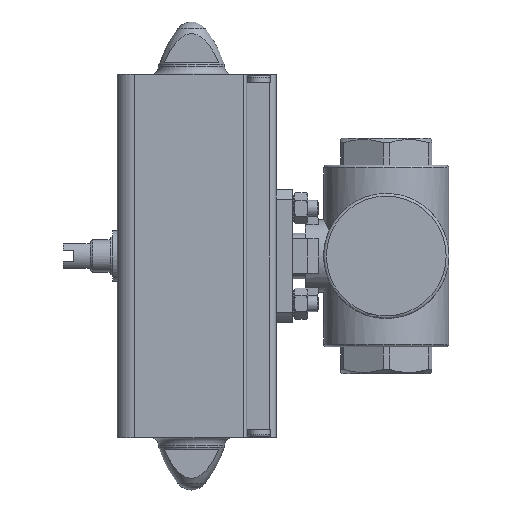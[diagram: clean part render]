
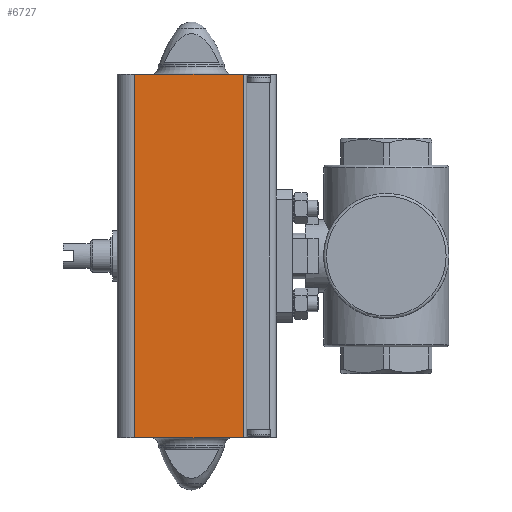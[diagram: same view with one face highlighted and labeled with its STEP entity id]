
A CAD part, left-side view. The second image highlights one B-rep face of the part: STEP entity #6727.
In plain terms, the highlighted planar face has unit normal (-1, 0, 0).
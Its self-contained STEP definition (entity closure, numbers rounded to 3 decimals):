
#219=PLANE('',#7378);
#608=LINE('',#11048,#1128);
#609=LINE('',#11051,#1129);
#610=LINE('',#11053,#1130);
#611=LINE('',#11055,#1131);
#1128=VECTOR('',#8708,1000.);
#1129=VECTOR('',#8709,1000.);
#1130=VECTOR('',#8710,1000.);
#1131=VECTOR('',#8711,1000.);
#2636=ORIENTED_EDGE('',*,*,#4105,.T.);
#2637=ORIENTED_EDGE('',*,*,#4106,.F.);
#2638=ORIENTED_EDGE('',*,*,#4107,.F.);
#2639=ORIENTED_EDGE('',*,*,#4108,.T.);
#4105=EDGE_CURVE('',#4898,#4899,#608,.T.);
#4106=EDGE_CURVE('',#4900,#4899,#609,.T.);
#4107=EDGE_CURVE('',#4901,#4900,#610,.T.);
#4108=EDGE_CURVE('',#4901,#4898,#611,.T.);
#4898=VERTEX_POINT('',#11049);
#4899=VERTEX_POINT('',#11050);
#4900=VERTEX_POINT('',#11052);
#4901=VERTEX_POINT('',#11054);
#5504=EDGE_LOOP('',(#2636,#2637,#2638,#2639));
#6099=FACE_BOUND('',#5504,.T.);
#6727=ADVANCED_FACE('',(#6099),#219,.F.);
#7378=AXIS2_PLACEMENT_3D('',#11047,#8706,#8707);
#8706=DIRECTION('',(1.,0.,0.));
#8707=DIRECTION('',(0.,0.,-1.));
#8708=DIRECTION('',(0.,-1.,0.));
#8709=DIRECTION('',(0.,0.,-1.));
#8710=DIRECTION('',(0.,-1.,0.));
#8711=DIRECTION('',(0.,0.,-1.));
#11047=CARTESIAN_POINT('',(-27.7,21.2,67.5));
#11048=CARTESIAN_POINT('',(-27.7,21.2,-67.5));
#11049=CARTESIAN_POINT('',(-27.7,21.2,-67.5));
#11050=CARTESIAN_POINT('',(-27.7,-19.3,-67.5));
#11051=CARTESIAN_POINT('',(-27.7,-19.3,67.5));
#11052=CARTESIAN_POINT('',(-27.7,-19.3,67.5));
#11053=CARTESIAN_POINT('',(-27.7,21.2,67.5));
#11054=CARTESIAN_POINT('',(-27.7,21.2,67.5));
#11055=CARTESIAN_POINT('',(-27.7,21.2,67.5));
